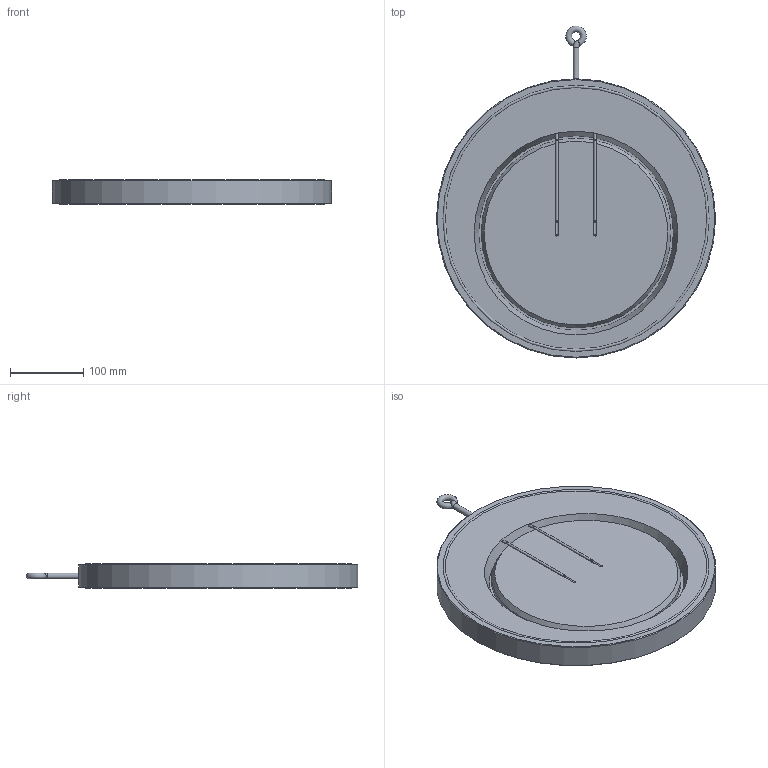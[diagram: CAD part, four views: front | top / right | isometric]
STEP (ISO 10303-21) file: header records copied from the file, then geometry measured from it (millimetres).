
FILE_DESCRIPTION (( 'STEP AP214' ), '1' );
FILE_NAME ('ZRKF-300.STEP', '2021-11-19T13:36:56', ( 'admin' ), ( 'Hewlett-Packard Company' ), 'SwSTEP 2.0', 'SolidWorks 2015', '' );
FILE_SCHEMA (( 'AUTOMOTIVE_DESIGN' ));
Length unit declared in the file: millimetre
Products named in the file (1): ZRKF-300
Bounding box: 380 x 451.99 x 33.8 mm (x, y, z)
Volume: 2768305.8 mm3; surface area: 321415.9 mm2
Topology: 1 solids, 2 shells, 45 faces, 96 edges, 62 vertices
Faces by surface type: plane 13, cylinder 13, torus 12, cone 5, sphere 2
Full cylindrical faces by diameter (mm): 3 x6, 6.75 x1, 8 x1, 227 x1, 258 x1, 380 x1
Entity records: 1353 total; most frequent: CARTESIAN_POINT 485, DIRECTION 180, ORIENTED_EDGE 118, AXIS2_PLACEMENT_3D 88, EDGE_LOOP 84, FACE_OUTER_BOUND 66, EDGE_CURVE 59, VERTEX_POINT 51
